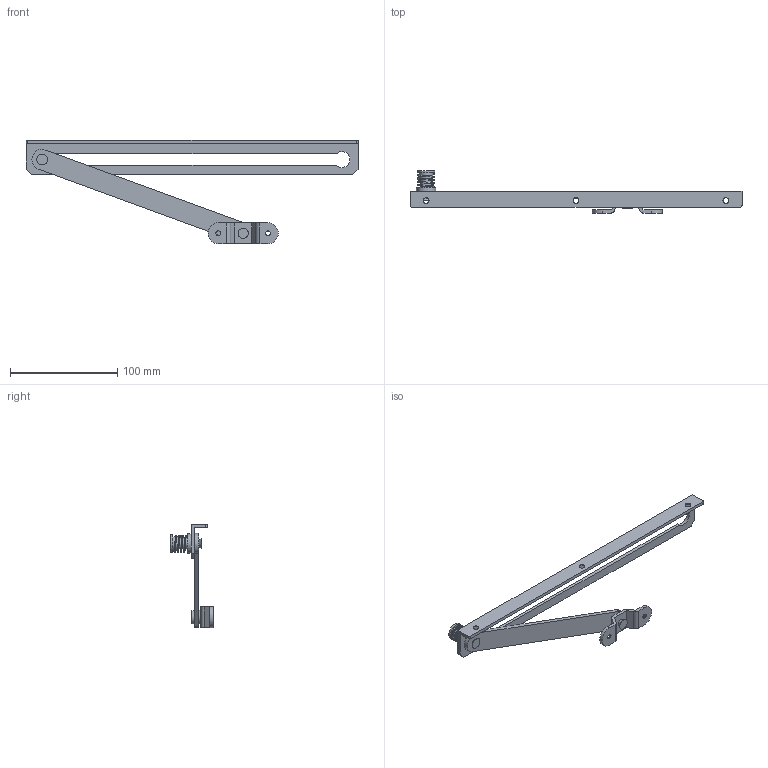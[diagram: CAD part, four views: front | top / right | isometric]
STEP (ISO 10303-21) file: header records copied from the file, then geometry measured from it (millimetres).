
FILE_DESCRIPTION(/* description */ (''),/* implementation_level */ '2;1');
FILE_NAME(/* name */ 'SY-318.stp',/* time_stamp */ '2023-09-14T09:57:23+09:00',/* author */ ('user'),/* organization */ (''),/* preprocessor_version */ 'ST-DEVELOPER v15.6',/* originating_system */ 'Autodesk Inventor 2015',/* authorisation */ '');
FILE_SCHEMA (('AUTOMOTIVE_DESIGN { 1 0 10303 214 3 1 1 }'));
Length unit declared in the file: millimetre
Products named in the file (9): SY-318_1; SY-318_B1; SY-318_B2; SY-318_2; SY-318_3; SY-318_W; SY-318_C; SY-318_B3; SY-318
Bounding box: 310 x 39.5 x 96.58 mm (x, y, z)
Volume: 54968 mm3; surface area: 41844.6 mm2
Topology: 8 solids, 8 shells, 84 faces, 184 edges, 123 vertices
Faces by surface type: plane 45, cylinder 31, cone 7, bspline 1
Full cylindrical faces by diameter (mm): 4.5 x2, 5.5 x3, 6 x6, 10 x1, 12 x1, 12.5 x2, 13 x2, 16 x1, 18 x1
Entity records: 2999 total; most frequent: CARTESIAN_POINT 969, DIRECTION 420, ORIENTED_EDGE 300, AXIS2_PLACEMENT_3D 171, EDGE_CURVE 150, EDGE_LOOP 135, VERTEX_POINT 115, FACE_OUTER_BOUND 84
